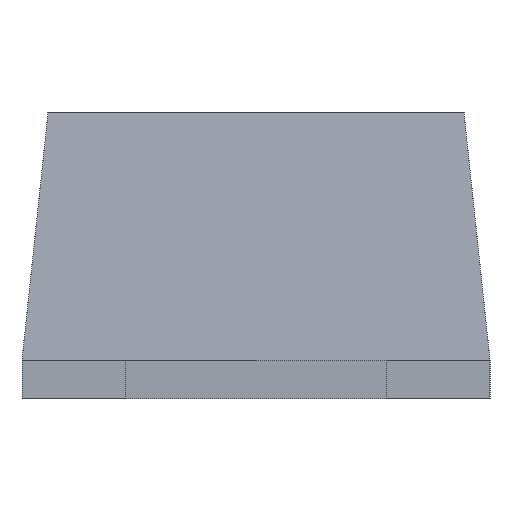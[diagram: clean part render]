
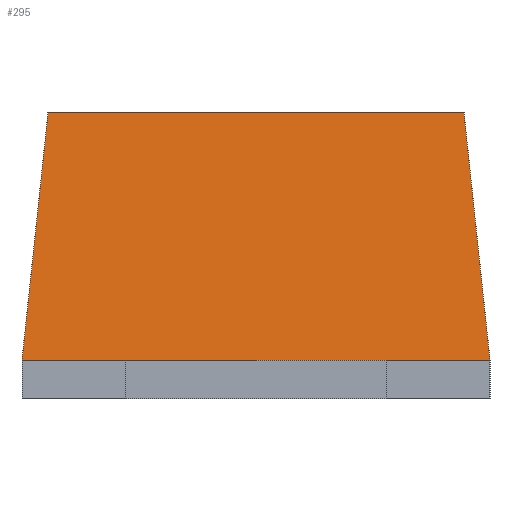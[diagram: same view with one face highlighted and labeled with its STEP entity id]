
A CAD part, left-side view. The second image highlights one B-rep face of the part: STEP entity #295.
In plain terms, the highlighted planar face has unit normal (-0.995, 0, 0.104).
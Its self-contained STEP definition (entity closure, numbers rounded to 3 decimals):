
#36=DIRECTION('',(0.,-1.,0.));
#89=CARTESIAN_POINT('',(-1.3,-0.85,0.15));
#94=CARTESIAN_POINT('',(-1.3,-0.45,0.15));
#95=VERTEX_POINT('',#94);
#101=VECTOR('',#36,0.4);
#105=VERTEX_POINT('',#89);
#109=LINE('',#94,#101);
#110=EDGE_CURVE('NONE',#95,#105,#109,.T.);
#115=CARTESIAN_POINT('',(-1.3,0.55,0.15));
#116=VERTEX_POINT('',#115);
#122=CARTESIAN_POINT('',(-1.3,0.95,0.15));
#123=VERTEX_POINT('',#122);
#124=LINE('',#122,#101);
#125=EDGE_CURVE('NONE',#123,#116,#124,.T.);
#171=VECTOR('',#36,1.);
#212=CARTESIAN_POINT('',(-1.2,-0.75,1.1));
#213=VERTEX_POINT('',#212);
#220=DIRECTION('',(-0.104,-0.104,-0.989));
#221=VECTOR('',#220,0.96);
#222=LINE('',#212,#221);
#223=EDGE_CURVE('NONE',#213,#105,#222,.T.);
#262=CARTESIAN_POINT('',(-1.2,0.85,1.1));
#263=VERTEX_POINT('',#262);
#270=DIRECTION('',(-0.104,0.104,-0.989));
#271=VECTOR('',#270,0.96);
#272=LINE('',#262,#271);
#273=EDGE_CURVE('NONE',#263,#123,#272,.T.);
#278=DIRECTION('',(-0.995,0.,0.105));
#279=DIRECTION('',(-0.105,0.,-0.995));
#280=AXIS2_PLACEMENT_3D('',#122,#278,#279);
#281=PLANE('',#280);
#282=VECTOR('',#36,1.6);
#283=LINE('',#262,#282);
#284=EDGE_CURVE('NONE',#263,#213,#283,.T.);
#285=ORIENTED_EDGE('',*,*,#284,.F.);
#286=ORIENTED_EDGE('',*,*,#273,.T.);
#287=ORIENTED_EDGE('',*,*,#125,.T.);
#288=LINE('',#115,#171);
#289=EDGE_CURVE('NONE',#116,#95,#288,.T.);
#290=ORIENTED_EDGE('',*,*,#289,.T.);
#291=ORIENTED_EDGE('',*,*,#110,.T.);
#292=ORIENTED_EDGE('',*,*,#223,.F.);
#293=EDGE_LOOP('',(#285,#286,#287,#290,#291,#292));
#294=FACE_BOUND('',#293,.T.);
#295=ADVANCED_FACE('NONE',(#294),#281,.T.);
